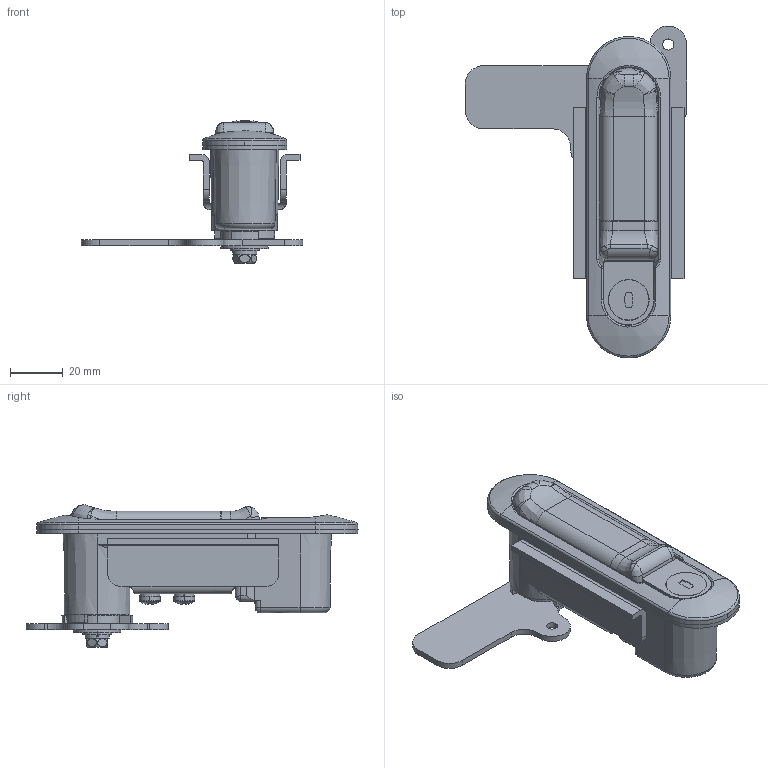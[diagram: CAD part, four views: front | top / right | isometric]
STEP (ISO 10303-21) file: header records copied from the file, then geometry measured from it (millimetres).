
FILE_DESCRIPTION (( 'STEP AP203' ), '1' );
FILE_NAME ('sone3D.STEP', '2015-07-13T02:16:52', ( '' ), ( '' ), 'SwSTEP 2.0', 'SolidWorks 2012', '' );
FILE_SCHEMA (( 'CONFIG_CONTROL_DESIGN' ));
Length unit declared in the file: millimetre
Products named in the file (20): sone3D; 廫帤寠晅嶮偹偠M3_M3亊L6; 十字穴付なべねじM4（SW付）_M4×8; スプリングワッシャーM4_JIS B 1251 No.2 5; 廫帤寠晅側傋彫偹偠M4_M4亊12; 廫帤寠晅偒榋妏儃儖僩M5乮SW丒暯W晅乯.SLDPRT_暯W冇11; 暯儚僢僔儍乕M5彫宆娵_M5亊冇11亊t0.8; スプリングワッシャーM5_JIS B 1251 No.2 5; 廫帤寠晅偒榋妏儃儖僩M5_M5亊14; A-488-5角穴ワッシャー_; AC-25-E-3,-4_AC-25-E-4; T0230僟儈乕儘乕僞乕__R0220_; A-488 SP; A-488 RC; A-488-5　PA; A-488-5　TI; A-488-5　PB; A-488-5　HA; A-488-5　SH; A-488-5　HO
Assembly tree (22 placements, depth 3):
  sone3D
    A-488-5　HO
    A-488-5　SH
    A-488-5　HA
    A-488-5　PB
    A-488-5　TI
    A-488-5　PA
    A-488 RC
    A-488 SP
    T0230僟儈乕儘乕僞乕__R0220_
    AC-25-E-3,-4_AC-25-E-4
    A-488-5角穴ワッシャー_
    廫帤寠晅偒榋妏儃儖僩M5乮SW丒暯W晅乯.SLDPRT_暯W冇11
      廫帤寠晅偒榋妏儃儖僩M5_M5亊14
      スプリングワッシャーM5_JIS B 1251 No.2 5
      暯儚僢僔儍乕M5彫宆娵_M5亊冇11亊t0.8
    十字穴付なべねじM4（SW付）_M4×8  x2
      廫帤寠晅側傋彫偹偠M4_M4亊12
      スプリングワッシャーM4_JIS B 1251 No.2 5
    廫帤寠晅嶮偹偠M3_M3亊L6  x3
Bounding box: 84 x 126 x 54.09 mm (x, y, z)
Volume: 75752.9 mm3; surface area: 56400.2 mm2
Topology: 21 solids, 21 shells, 825 faces, 2077 edges, 1277 vertices
Faces by surface type: plane 346, cylinder 273, bspline 92, cone 59, torus 29, sphere 26
Entity records: 28163 total; most frequent: CARTESIAN_POINT 8890, ORIENTED_EDGE 3668, DIRECTION 3483, EDGE_CURVE 1834, AXIS2_PLACEMENT_3D 1297, VERTEX_POINT 1145, VECTOR 889, LINE 889
